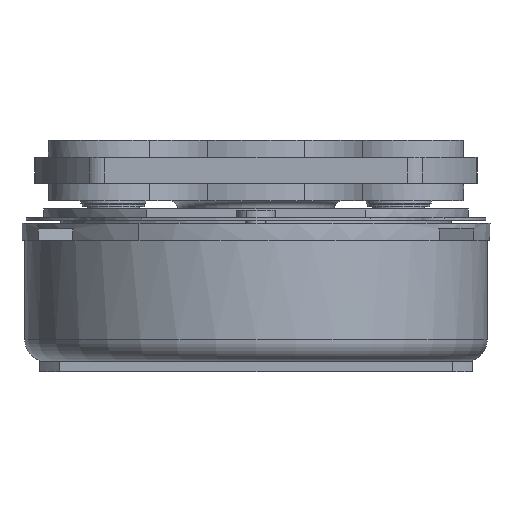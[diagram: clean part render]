
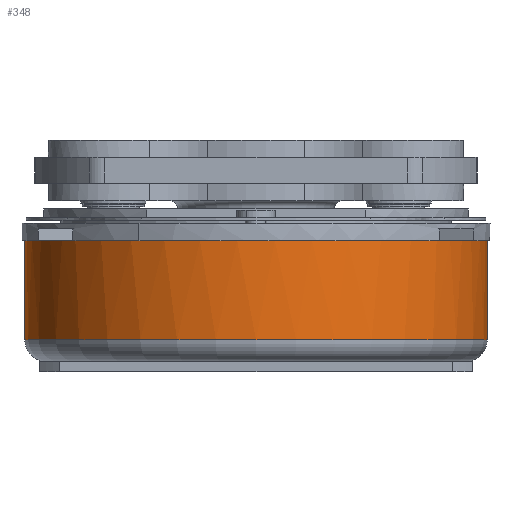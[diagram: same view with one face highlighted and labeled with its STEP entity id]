
A CAD part, front view. The second image highlights one B-rep face of the part: STEP entity #348.
In plain terms, the highlighted cylindrical face has radius 53.35 mm (diameter 106.7 mm), a partial arc.
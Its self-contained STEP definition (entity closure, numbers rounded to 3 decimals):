
#4 = CARTESIAN_POINT ( 'NONE',  ( -53.35, 0., 30.3 ) ) ;
#312 = ORIENTED_EDGE ( 'NONE', *, *, #380, .T. ) ;
#314 = VERTEX_POINT ( 'NONE', #2278 ) ;
#322 = ORIENTED_EDGE ( 'NONE', *, *, #390, .T. ) ;
#329 = ORIENTED_EDGE ( 'NONE', *, *, #370, .T. ) ;
#337 = VERTEX_POINT ( 'NONE', #2386 ) ;
#340 = ORIENTED_EDGE ( 'NONE', *, *, #368, .T. ) ;
#346 = EDGE_CURVE ( 'NONE', #2563, #2565, #2369, .T. ) ;
#347 = EDGE_CURVE ( 'NONE', #337, #360, #2364, .T. ) ;
#348 = ADVANCED_FACE ( 'NONE', ( #2439 ), #2404, .T. ) ;
#351 = ORIENTED_EDGE ( 'NONE', *, *, #4362, .T. ) ;
#355 = EDGE_LOOP ( 'NONE', ( #356, #372, #351, #329, #322, #312, #365, #340 ) ) ;
#356 = ORIENTED_EDGE ( 'NONE', *, *, #3778, .F. ) ;
#360 = VERTEX_POINT ( 'NONE', #2401 ) ;
#365 = ORIENTED_EDGE ( 'NONE', *, *, #347, .T. ) ;
#368 = EDGE_CURVE ( 'NONE', #360, #3738, #2440, .T. ) ;
#370 = EDGE_CURVE ( 'NONE', #4345, #374, #2430, .T. ) ;
#372 = ORIENTED_EDGE ( 'NONE', *, *, #346, .T. ) ;
#374 = VERTEX_POINT ( 'NONE', #2407 ) ;
#380 = EDGE_CURVE ( 'NONE', #314, #337, #2427, .T. ) ;
#390 = EDGE_CURVE ( 'NONE', #374, #314, #2487, .T. ) ;
#2185 = AXIS2_PLACEMENT_3D ( 'NONE', #2195, #2204, #2200 ) ;
#2186 = AXIS2_PLACEMENT_3D ( 'NONE', #2187, #2199, #2197 ) ;
#2187 = CARTESIAN_POINT ( 'NONE',  ( 0., 0., 30.3 ) ) ;
#2195 = CARTESIAN_POINT ( 'NONE',  ( 0., 0., 30.3 ) ) ;
#2197 = DIRECTION ( 'NONE',  ( -1., 0., 0. ) ) ;
#2199 = DIRECTION ( 'NONE',  ( 0., 0., -1. ) ) ;
#2200 = DIRECTION ( 'NONE',  ( -1., 0., 0. ) ) ;
#2204 = DIRECTION ( 'NONE',  ( 0., 0., -1. ) ) ;
#2278 = CARTESIAN_POINT ( 'NONE',  ( 41.68, -33.302, 30.3 ) ) ;
#2347 = DIRECTION ( 'NONE',  ( 0., 0., 1. ) ) ;
#2364 = CIRCLE ( 'NONE', #2185, 53.35 ) ;
#2367 = CARTESIAN_POINT ( 'NONE',  ( 0., 0., 7.4 ) ) ;
#2368 = AXIS2_PLACEMENT_3D ( 'NONE', #2367, #2347, #2382 ) ;
#2369 = CIRCLE ( 'NONE', #2368, 53.35 ) ;
#2382 = DIRECTION ( 'NONE',  ( 1., 0., 0. ) ) ;
#2386 = CARTESIAN_POINT ( 'NONE',  ( -41.68, -33.302, 30.3 ) ) ;
#2396 = AXIS2_PLACEMENT_3D ( 'NONE', #2399, #2442, #2437 ) ;
#2399 = CARTESIAN_POINT ( 'NONE',  ( 0., 0., 29.9 ) ) ;
#2401 = CARTESIAN_POINT ( 'NONE',  ( -49.68, -19.445, 30.3 ) ) ;
#2404 = CYLINDRICAL_SURFACE ( 'NONE', #2396, 53.35 ) ;
#2407 = CARTESIAN_POINT ( 'NONE',  ( 49.68, -19.445, 30.3 ) ) ;
#2408 = DIRECTION ( 'NONE',  ( -1., 0., 0. ) ) ;
#2409 = DIRECTION ( 'NONE',  ( 0., 0., -1. ) ) ;
#2410 = CARTESIAN_POINT ( 'NONE',  ( 0., 0., 30.3 ) ) ;
#2419 = DIRECTION ( 'NONE',  ( -1., 0., 0. ) ) ;
#2420 = DIRECTION ( 'NONE',  ( 0., 0., -1. ) ) ;
#2421 = CARTESIAN_POINT ( 'NONE',  ( 0., 0., 30.3 ) ) ;
#2422 = AXIS2_PLACEMENT_3D ( 'NONE', #2421, #2420, #2419 ) ;
#2427 = CIRCLE ( 'NONE', #2186, 53.35 ) ;
#2429 = AXIS2_PLACEMENT_3D ( 'NONE', #2410, #2409, #2408 ) ;
#2430 = CIRCLE ( 'NONE', #2429, 53.35 ) ;
#2437 = DIRECTION ( 'NONE',  ( 1., 0., 0. ) ) ;
#2439 = FACE_OUTER_BOUND ( 'NONE', #355, .T. ) ;
#2440 = CIRCLE ( 'NONE', #2422, 53.35 ) ;
#2442 = DIRECTION ( 'NONE',  ( 0., 0., 1. ) ) ;
#2451 = CARTESIAN_POINT ( 'NONE',  ( 0., 0., 30.3 ) ) ;
#2486 = AXIS2_PLACEMENT_3D ( 'NONE', #2451, #2498, #2497 ) ;
#2487 = CIRCLE ( 'NONE', #2486, 53.35 ) ;
#2497 = DIRECTION ( 'NONE',  ( -1., 0., 0. ) ) ;
#2498 = DIRECTION ( 'NONE',  ( 0., 0., -1. ) ) ;
#2563 = VERTEX_POINT ( 'NONE', #3856 ) ;
#2565 = VERTEX_POINT ( 'NONE', #3871 ) ;
#3738 = VERTEX_POINT ( 'NONE', #4 ) ;
#3778 = EDGE_CURVE ( 'NONE', #2563, #3738, #6384, .T. ) ;
#3856 = CARTESIAN_POINT ( 'NONE',  ( -53.35, 0., 7.4 ) ) ;
#3871 = CARTESIAN_POINT ( 'NONE',  ( 53.35, 0., 7.4 ) ) ;
#4345 = VERTEX_POINT ( 'NONE', #6225 ) ;
#4362 = EDGE_CURVE ( 'NONE', #2565, #4345, #6196, .T. ) ;
#6193 = DIRECTION ( 'NONE',  ( 0., 0., 1. ) ) ;
#6194 = VECTOR ( 'NONE', #6193, 1000. ) ;
#6195 = CARTESIAN_POINT ( 'NONE',  ( 53.35, 0., 29.9 ) ) ;
#6196 = LINE ( 'NONE', #6195, #6194 ) ;
#6225 = CARTESIAN_POINT ( 'NONE',  ( 53.35, 0., 30.3 ) ) ;
#6381 = DIRECTION ( 'NONE',  ( 0., 0., 1. ) ) ;
#6382 = VECTOR ( 'NONE', #6381, 1000. ) ;
#6383 = CARTESIAN_POINT ( 'NONE',  ( -53.35, 0., 29.9 ) ) ;
#6384 = LINE ( 'NONE', #6383, #6382 ) ;
